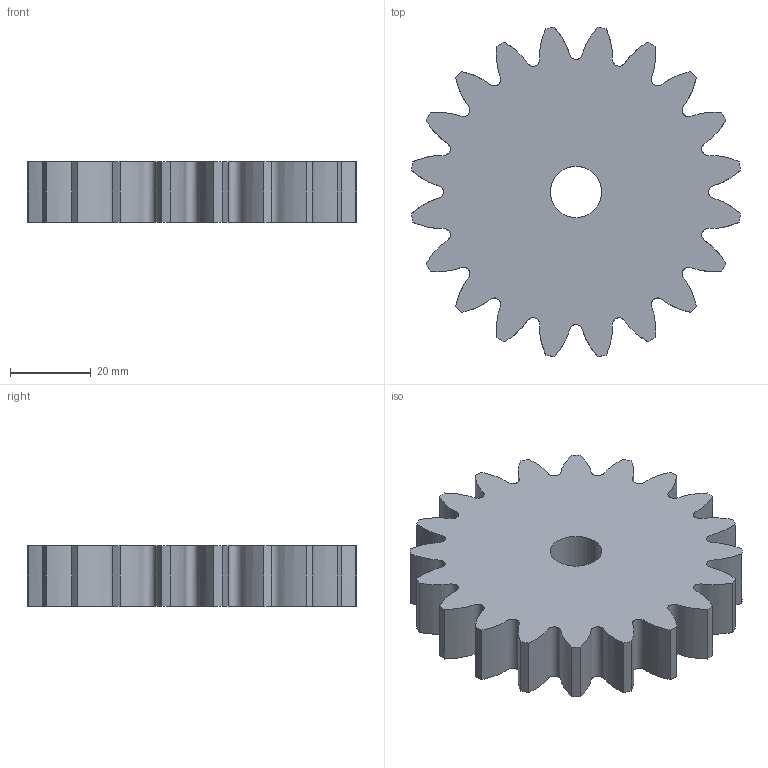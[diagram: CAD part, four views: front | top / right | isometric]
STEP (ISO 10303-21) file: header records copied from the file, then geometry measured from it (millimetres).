
FILE_DESCRIPTION (( 'STEP AP214' ), '1' );
FILE_NAME ('SpurGear2.STEP', '2025-07-08T08:25:31', ( '' ), ( '' ), 'SwSTEP 2.0', 'SolidWorks 2016', '' );
FILE_SCHEMA (( 'AUTOMOTIVE_DESIGN' ));
Length unit declared in the file: millimetre
Products named in the file (1): SpurGear2
Bounding box: 81.49 x 81.49 x 15 mm (x, y, z)
Volume: 61786.1 mm3; surface area: 15652.9 mm2
Topology: 1 solids, 1 shells, 44 faces, 126 edges, 84 vertices
Faces by surface type: cylinder 22, bspline 20, plane 2
Entity records: 5372 total; most frequent: CARTESIAN_POINT 4275, ORIENTED_EDGE 252, DIRECTION 180, EDGE_CURVE 126, VERTEX_POINT 84, AXIS2_PLACEMENT_3D 69, EDGE_LOOP 46, CIRCLE 44
